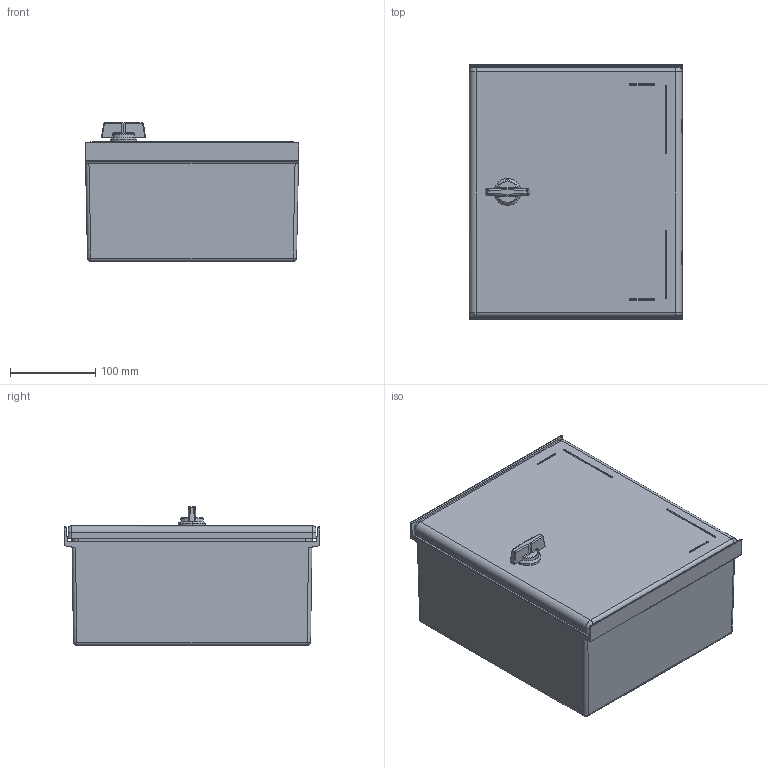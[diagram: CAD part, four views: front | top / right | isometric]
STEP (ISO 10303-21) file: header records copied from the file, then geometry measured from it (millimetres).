
FILE_DESCRIPTION (( 'STEP AP214' ), '1' );
FILE_NAME ('c_im008832--_3d.stp', '2021-08-31T11:28:44', ( '' ), ( '' ), 'SwSTEP 2.0', 'SolidWorks 2019', '' );
FILE_SCHEMA (( 'AUTOMOTIVE_DESIGN' ));
Length unit declared in the file: millimetre
Products named in the file (36): 208280072_Predeterminada.STEP; 206580375_Predeterminada.STEP; 206780280_Predeterminada.STEP; 208100048_Predeterminada.STEP; Grupo tornillo + tuercas_Predeterminada.STEP; 202081195_Predeterminada.STEP; 207181320_D.5x13.5.STEP; c_im008832--_3d; 208200012_Predeterminada.STEP; Gr Bisagra Puerta MINIPOL.STEP; 302080576_Predeterminada.STEP; 206580359a_Predeterminada.STEP; 206780686_Predeterminada.STEP; 4011084HES Torn cierre coble barra_Predeterminada.STEP; 236081971_MIP-43.STEP; 336013329.STEP; 506780170_Predeterminada.STEP; 207181396_D.5x13.5.STEP; 0470071 MN 321.STEP; 4220630 TORN H M6x30 DIN933_D_faut.STEP; 207181114.STEP; Grupo Bisagra Cuba MINIPOL.STEP; Grupo cierre doble barra maneta vertical_Predeterminada.STEP; 202581103c.STEP; 236088597.STEP; Grupo puerta MIP-325_Predeterminada.STEP; Junta puerta MIP-325.STEP; Bisagra.STEP; 206780975_Predeterminada.STEP
Assembly tree (62 placements, depth 5):
  c_im008832--_3d
    0470071 MN 321.STEP
      Grupo Bisagra Cuba MINIPOL.STEP
        Bisagra.STEP
        207181396_D.5x13.5.STEP  x2
      Grupo puerta MIP-325_Predeterminada.STEP
        336013329.STEP
          Junta puerta MIP-325.STEP
          236088597.STEP
        Gr Bisagra Puerta MINIPOL.STEP
          206580359a_Predeterminada.STEP
          207181320_D.5x13.5.STEP  x2
        Grupo cierre doble barra maneta vertical_Predeterminada.STEP
          206780280_Predeterminada.STEP
          4011084HES Torn cierre coble barra_Predeterminada.STEP
          506780170_Predeterminada.STEP
          202081195_Predeterminada.STEP
          206780975_Predeterminada.STEP
          206780686_Predeterminada.STEP
          207181114.STEP
          208280072_Predeterminada.STEP
        Gr Bisagra Puerta MINIPOL.STEP
          206580359a_Predeterminada.STEP
          207181320_D.5x13.5.STEP  x2
      Grupo tornillo + tuercas_Predeterminada.STEP
        302080576_Predeterminada.STEP
          202581103c.STEP
        208100048_Predeterminada.STEP  x2
        208200012_Predeterminada.STEP  x2
        4220630 TORN H M6x30 DIN933_D_faut.STEP
      Grupo tornillo + tuercas_Predeterminada.STEP
        302080576_Predeterminada.STEP
          202581103c.STEP
        208100048_Predeterminada.STEP  x2
        208200012_Predeterminada.STEP  x2
        4220630 TORN H M6x30 DIN933_D_faut.STEP
      Grupo tornillo + tuercas_Predeterminada.STEP
        302080576_Predeterminada.STEP
          202581103c.STEP
        208100048_Predeterminada.STEP  x2
        208200012_Predeterminada.STEP  x2
        4220630 TORN H M6x30 DIN933_D_faut.STEP
      Grupo tornillo + tuercas_Predeterminada.STEP
        302080576_Predeterminada.STEP
          202581103c.STEP
        208100048_Predeterminada.STEP  x2
        208200012_Predeterminada.STEP  x2
        4220630 TORN H M6x30 DIN933_D_faut.STEP
      236081971_MIP-43.STEP
      206580375_Predeterminada.STEP
      207181114.STEP  x2
Bounding box: 250.72 x 300 x 162.8 mm (x, y, z)
Volume: 1127591.5 mm3; surface area: 728557.9 mm2
Topology: 47 solids, 47 shells, 4113 faces, 10028 edges, 6160 vertices
Faces by surface type: plane 1977, cylinder 986, cone 533, bspline 308, torus 173, sphere 136
Entity records: 116543 total; most frequent: CARTESIAN_POINT 40484, ORIENTED_EDGE 16016, DIRECTION 14786, EDGE_CURVE 8008, AXIS2_PLACEMENT_3D 4959, VERTEX_POINT 4946, LINE 4868, VECTOR 4868
